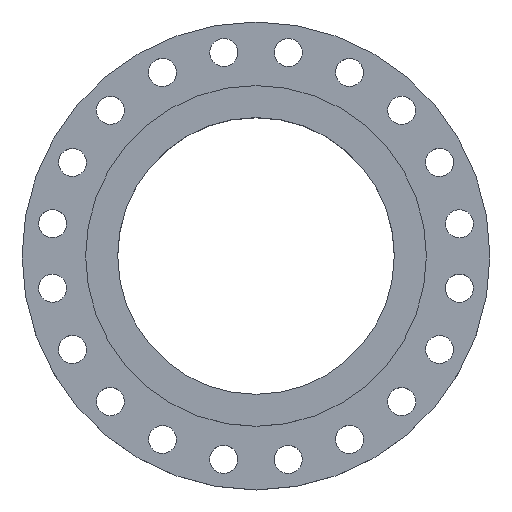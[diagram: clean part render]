
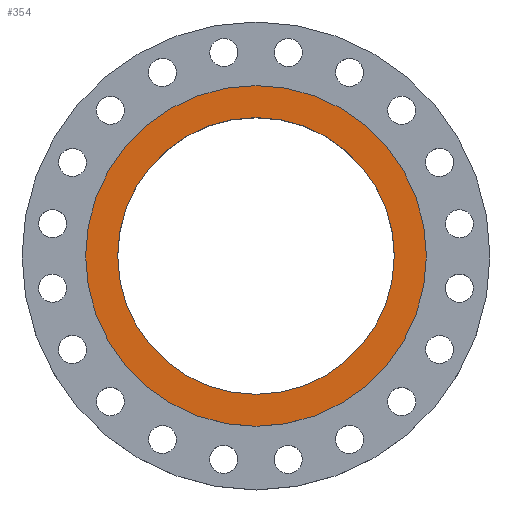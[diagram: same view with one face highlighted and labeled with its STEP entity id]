
A CAD part, top view. The second image highlights one B-rep face of the part: STEP entity #354.
In plain terms, the highlighted planar face has unit normal (0, 0, 1).
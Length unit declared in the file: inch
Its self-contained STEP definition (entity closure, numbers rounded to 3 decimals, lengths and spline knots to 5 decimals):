
#16 = CARTESIAN_POINT ( 'NONE',  ( 8.375, 0., 0.25 ) ) ;
#151 = ORIENTED_EDGE ( 'NONE', *, *, #1136, .T. ) ;
#183 = CARTESIAN_POINT ( 'NONE',  ( 0., 0., 0.25 ) ) ;
#222 = DIRECTION ( 'NONE',  ( 1., 0., 0. ) ) ;
#242 = AXIS2_PLACEMENT_3D ( 'NONE', #1464, #1301, #1507 ) ;
#308 = ORIENTED_EDGE ( 'NONE', *, *, #614, .T. ) ;
#354 = ADVANCED_FACE ( 'NONE', ( #1013, #842 ), #386, .T. ) ;
#362 = VERTEX_POINT ( 'NONE', #1760 ) ;
#384 = DIRECTION ( 'NONE',  ( 0., 0., 1. ) ) ;
#386 = PLANE ( 'NONE',  #1677 ) ;
#407 = CARTESIAN_POINT ( 'NONE',  ( 0., 0., 0.25 ) ) ;
#518 = ORIENTED_EDGE ( 'NONE', *, *, #866, .F. ) ;
#614 = EDGE_CURVE ( 'NONE', #1613, #1193, #1929, .T. ) ;
#722 = CARTESIAN_POINT ( 'NONE',  ( -6.8, 0., 0.25 ) ) ;
#750 = DIRECTION ( 'NONE',  ( 1., 0., 0. ) ) ;
#820 = EDGE_LOOP ( 'NONE', ( #308, #151 ) ) ;
#842 = FACE_OUTER_BOUND ( 'NONE', #820, .T. ) ;
#866 = EDGE_CURVE ( 'NONE', #362, #932, #938, .T. ) ;
#932 = VERTEX_POINT ( 'NONE', #722 ) ;
#938 = CIRCLE ( 'NONE', #1162, 6.8 ) ;
#966 = DIRECTION ( 'NONE',  ( 1., 0., 0. ) ) ;
#1012 = EDGE_CURVE ( 'NONE', #932, #362, #1145, .T. ) ;
#1013 = FACE_BOUND ( 'NONE', #1123, .T. ) ;
#1059 = AXIS2_PLACEMENT_3D ( 'NONE', #183, #1113, #966 ) ;
#1062 = DIRECTION ( 'NONE',  ( 0., 0., 1. ) ) ;
#1113 = DIRECTION ( 'NONE',  ( 0., 0., 1. ) ) ;
#1123 = EDGE_LOOP ( 'NONE', ( #1711, #518 ) ) ;
#1136 = EDGE_CURVE ( 'NONE', #1193, #1613, #1961, .T. ) ;
#1145 = CIRCLE ( 'NONE', #242, 6.8 ) ;
#1162 = AXIS2_PLACEMENT_3D ( 'NONE', #407, #384, #222 ) ;
#1193 = VERTEX_POINT ( 'NONE', #16 ) ;
#1294 = DIRECTION ( 'NONE',  ( 0., 0., 1. ) ) ;
#1301 = DIRECTION ( 'NONE',  ( 0., 0., 1. ) ) ;
#1459 = CARTESIAN_POINT ( 'NONE',  ( 0., 0., 0.25 ) ) ;
#1464 = CARTESIAN_POINT ( 'NONE',  ( 0., 0., 0.25 ) ) ;
#1507 = DIRECTION ( 'NONE',  ( 1., 0., 0. ) ) ;
#1613 = VERTEX_POINT ( 'NONE', #1687 ) ;
#1677 = AXIS2_PLACEMENT_3D ( 'NONE', #1459, #1294, #1915 ) ;
#1687 = CARTESIAN_POINT ( 'NONE',  ( -8.375, 0., 0.25 ) ) ;
#1711 = ORIENTED_EDGE ( 'NONE', *, *, #1012, .F. ) ;
#1760 = CARTESIAN_POINT ( 'NONE',  ( 6.8, 0., 0.25 ) ) ;
#1856 = AXIS2_PLACEMENT_3D ( 'NONE', #1857, #1062, #750 ) ;
#1857 = CARTESIAN_POINT ( 'NONE',  ( 0., 0., 0.25 ) ) ;
#1915 = DIRECTION ( 'NONE',  ( 1., 0., 0. ) ) ;
#1929 = CIRCLE ( 'NONE', #1059, 8.375 ) ;
#1961 = CIRCLE ( 'NONE', #1856, 8.375 ) ;
